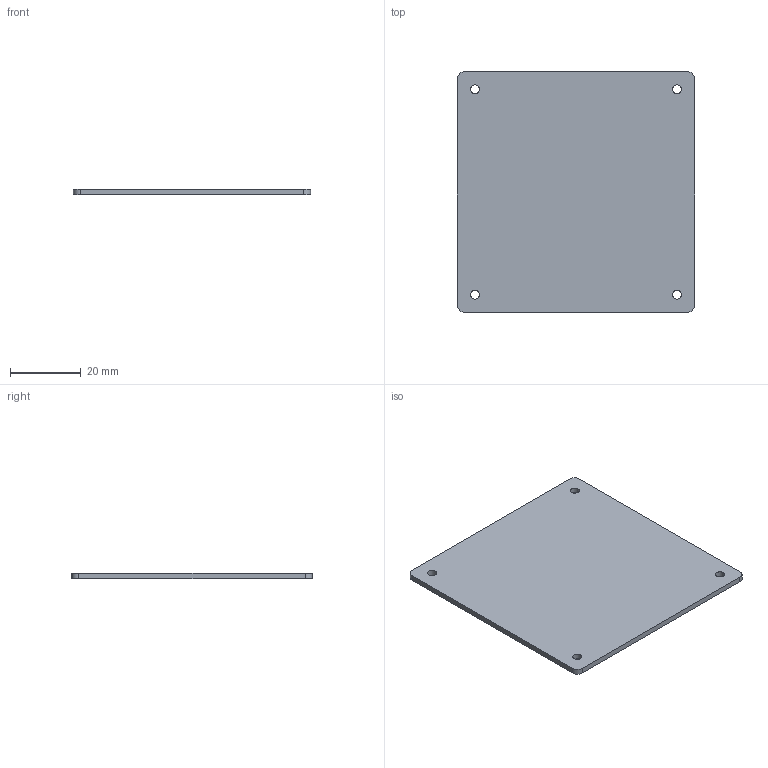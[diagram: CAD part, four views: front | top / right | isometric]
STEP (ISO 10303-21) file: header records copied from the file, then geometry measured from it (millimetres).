
FILE_DESCRIPTION(('FreeCAD Model'),'2;1');
FILE_NAME('Open CASCADE Shape Model','2025-08-28T09:45:23',( 'kicad StepUp'),('ksu MCAD'),'Open CASCADE STEP processor 7.8', 'FreeCAD','Unknown');
FILE_SCHEMA(('AUTOMOTIVE_DESIGN { 1 0 10303 214 1 1 1 1 }'));
Length unit declared in the file: millimetre
Products named in the file (4): cubeSat; Board_Geoms_d45b; Pcb_d45b; Step_Models_d45b
Assembly tree (3 placements, depth 3):
  cubeSat
    Board_Geoms_d45b
      Pcb_d45b
    Step_Models_d45b
Bounding box: 67 x 68 x 1.59 mm (x, y, z)
Volume: 7207.4 mm3; surface area: 9539.7 mm2
Topology: 1 solids, 1 shells, 14 faces, 36 edges, 24 vertices
Faces by surface type: cylinder 8, plane 6
Full cylindrical faces by diameter (mm): 2.5 x4
Entity records: 527 total; most frequent: DIRECTION 88, CARTESIAN_POINT 78, ORIENTED_EDGE 72, EDGE_CURVE 36, AXIS2_PLACEMENT_3D 34, VERTEX_POINT 24, FACE_BOUND 22, EDGE_LOOP 22
